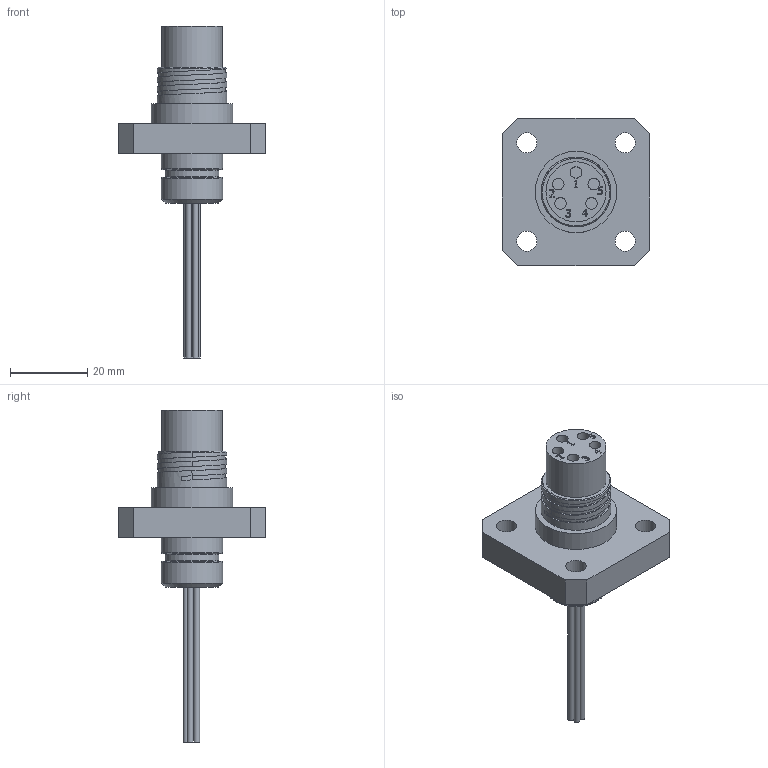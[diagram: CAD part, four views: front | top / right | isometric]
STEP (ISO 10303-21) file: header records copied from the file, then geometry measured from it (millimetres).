
FILE_DESCRIPTION(/* description */ (''),/* implementation_level */ '2;1');
FILE_NAME(/* name */ 'FCR1505F.stp',/* time_stamp */ '2014-11-25T08:45:18+01:00',/* author */ ('sh'),/* organization */ (''),/* preprocessor_version */ 'ST-DEVELOPER v15.2',/* originating_system */ 'Autodesk Inventor 2014',/* authorisation */ '');
FILE_SCHEMA (('AUTOMOTIVE_DESIGN { 1 0 10303 214 3 1 1 }'));
Length unit declared in the file: millimetre
Products named in the file (1): FCR1505F
Bounding box: 38.1 x 38.1 x 85.7 mm (x, y, z)
Volume: 18357.2 mm3; surface area: 8269.1 mm2
Topology: 1 solids, 1 shells, 163 faces, 409 edges, 271 vertices
Faces by surface type: plane 81, bspline 49, cylinder 26, torus 5, cone 2
Full cylindrical faces by diameter (mm): 1.5 x5, 3 x5, 5.2 x4, 13.9 x1, 15.5 x1, 15.9 x2, 18 x3, 20 x1, 21 x1, 26.5 x1
Entity records: 5557 total; most frequent: CARTESIAN_POINT 2084, ORIENTED_EDGE 732, DIRECTION 545, EDGE_CURVE 366, VERTEX_POINT 259, EDGE_LOOP 219, LINE 215, VECTOR 215
